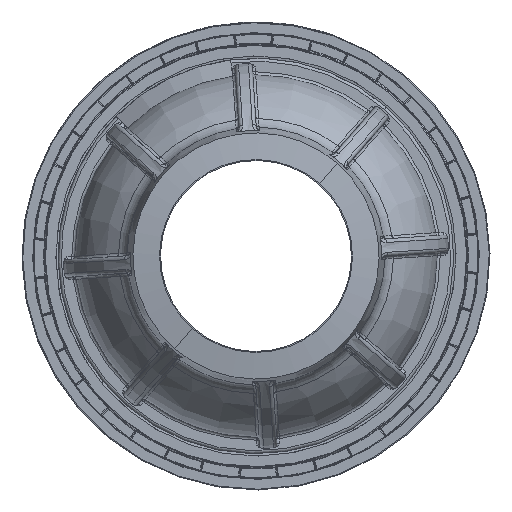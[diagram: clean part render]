
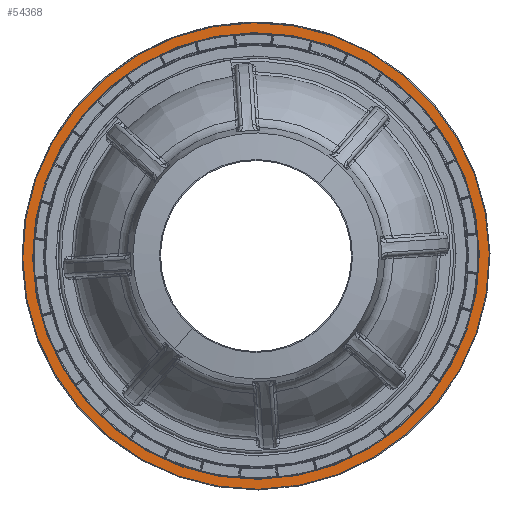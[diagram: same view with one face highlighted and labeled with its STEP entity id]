
A CAD part, left-side view. The second image highlights one B-rep face of the part: STEP entity #54368.
In plain terms, the highlighted planar face has unit normal (-1, 0, 0).
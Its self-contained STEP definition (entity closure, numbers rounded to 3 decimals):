
#1655 = CARTESIAN_POINT ( 'NONE',  ( -12.75, -108.372, -0.075 ) ) ;
#1656 = DIRECTION ( 'NONE',  ( 1., 0., 0. ) ) ;
#1657 = DIRECTION ( 'NONE',  ( 0., 0.331, -0.943 ) ) ;
#1671 = CARTESIAN_POINT ( 'NONE',  ( -12.75, -108.372, -0.075 ) ) ;
#1672 = DIRECTION ( 'NONE',  ( -1., 0., 0. ) ) ;
#1673 = DIRECTION ( 'NONE',  ( 0., 0.331, -0.943 ) ) ;
#23678 = CIRCLE ( 'NONE', #23704, 29.592 ) ;
#23696 = CIRCLE ( 'NONE', #23697, 30.9 ) ;
#23697 = AXIS2_PLACEMENT_3D ( 'NONE', #28646, #28647, #28648 ) ;
#23704 = AXIS2_PLACEMENT_3D ( 'NONE', #28658, #28659, #28660 ) ;
#26071 = CARTESIAN_POINT ( 'NONE',  ( -12.75, -98.564, -27.993 ) ) ;
#26073 = CARTESIAN_POINT ( 'NONE',  ( -12.75, -118.181, 27.844 ) ) ;
#26079 = CARTESIAN_POINT ( 'NONE',  ( -12.75, -98.13, -29.228 ) ) ;
#26081 = CARTESIAN_POINT ( 'NONE',  ( -12.75, -118.615, 29.078 ) ) ;
#27507 = FACE_BOUND ( 'NONE', #48597, .T. ) ;
#27508 = FACE_OUTER_BOUND ( 'NONE', #48596, .T. ) ;
#28646 = CARTESIAN_POINT ( 'NONE',  ( -12.75, -108.372, -0.075 ) ) ;
#28647 = DIRECTION ( 'NONE',  ( -1., 0., 0. ) ) ;
#28648 = DIRECTION ( 'NONE',  ( 0., 0.331, -0.943 ) ) ;
#28658 = CARTESIAN_POINT ( 'NONE',  ( -12.75, -108.372, -0.075 ) ) ;
#28659 = DIRECTION ( 'NONE',  ( 1., 0., 0. ) ) ;
#28660 = DIRECTION ( 'NONE',  ( 0., 0.331, -0.943 ) ) ;
#44087 = VERTEX_POINT ( 'NONE', #26071 ) ;
#44089 = VERTEX_POINT ( 'NONE', #26073 ) ;
#44098 = VERTEX_POINT ( 'NONE', #26079 ) ;
#44101 = VERTEX_POINT ( 'NONE', #26081 ) ;
#47640 = AXIS2_PLACEMENT_3D ( 'NONE', #55150, #55152, #55154 ) ;
#48596 = EDGE_LOOP ( 'NONE', ( #58573, #58576 ) ) ;
#48597 = EDGE_LOOP ( 'NONE', ( #58570, #58572 ) ) ;
#50416 = EDGE_CURVE ( 'NONE', #44101, #44098, #23696, .T. ) ;
#50420 = EDGE_CURVE ( 'NONE', #44087, #44089, #23678, .T. ) ;
#54368 = ADVANCED_FACE ( 'NONE', ( #27507, #27508 ), #55149, .F. ) ;
#55149 = PLANE ( 'NONE',  #47640 ) ;
#55150 = CARTESIAN_POINT ( 'NONE',  ( -12.75, -83.37, 8.709 ) ) ;
#55152 = DIRECTION ( 'NONE',  ( 1., 0., 0. ) ) ;
#55154 = DIRECTION ( 'NONE',  ( 0., 0.331, -0.943 ) ) ;
#56212 = EDGE_CURVE ( 'NONE', #44089, #44087, #62704, .T. ) ;
#56219 = EDGE_CURVE ( 'NONE', #44098, #44101, #62694, .T. ) ;
#58570 = ORIENTED_EDGE ( 'NONE', *, *, #50420, .T. ) ;
#58572 = ORIENTED_EDGE ( 'NONE', *, *, #56212, .T. ) ;
#58573 = ORIENTED_EDGE ( 'NONE', *, *, #56219, .T. ) ;
#58576 = ORIENTED_EDGE ( 'NONE', *, *, #50416, .T. ) ;
#62694 = CIRCLE ( 'NONE', #62715, 30.9 ) ;
#62704 = CIRCLE ( 'NONE', #62711, 29.592 ) ;
#62711 = AXIS2_PLACEMENT_3D ( 'NONE', #1655, #1656, #1657 ) ;
#62715 = AXIS2_PLACEMENT_3D ( 'NONE', #1671, #1672, #1673 ) ;
